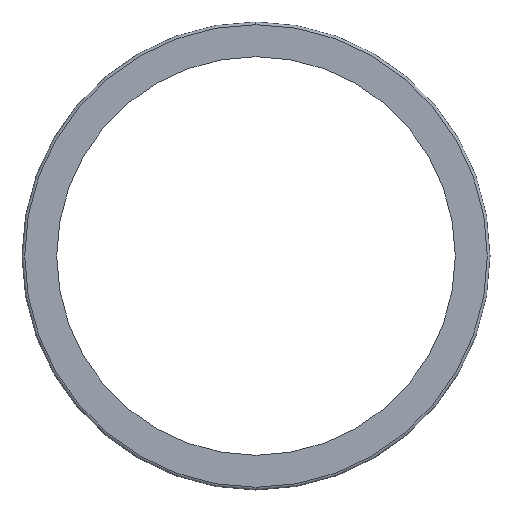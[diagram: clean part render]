
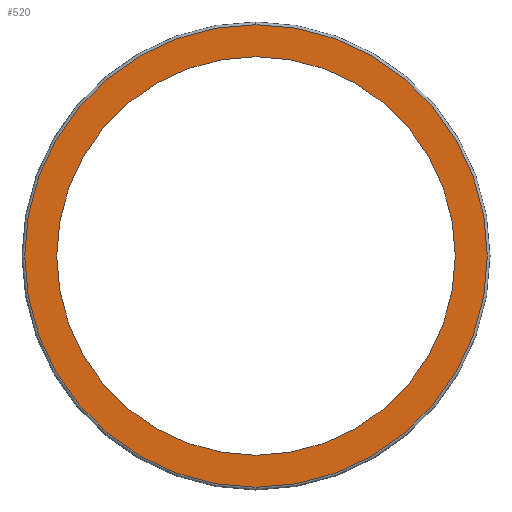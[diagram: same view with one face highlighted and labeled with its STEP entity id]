
A CAD part, left-side view. The second image highlights one B-rep face of the part: STEP entity #520.
In plain terms, the highlighted planar face has unit normal (-1, 0, 0).
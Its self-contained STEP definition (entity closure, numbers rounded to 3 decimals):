
#10 = EDGE_LOOP ( 'NONE', ( #470, #130 ) ) ;
#31 = ORIENTED_EDGE ( 'NONE', *, *, #178, .T. ) ;
#66 = EDGE_CURVE ( 'NONE', #110, #126, #315, .T. ) ;
#76 = VERTEX_POINT ( 'NONE', #372 ) ;
#86 = EDGE_CURVE ( 'NONE', #555, #76, #409, .T. ) ;
#99 = EDGE_CURVE ( 'NONE', #76, #555, #461, .T. ) ;
#110 = VERTEX_POINT ( 'NONE', #153 ) ;
#114 = ORIENTED_EDGE ( 'NONE', *, *, #66, .T. ) ;
#126 = VERTEX_POINT ( 'NONE', #270 ) ;
#130 = ORIENTED_EDGE ( 'NONE', *, *, #99, .F. ) ;
#153 = CARTESIAN_POINT ( 'NONE',  ( 0., 0., -42.65 ) ) ;
#178 = EDGE_CURVE ( 'NONE', #126, #110, #426, .T. ) ;
#270 = CARTESIAN_POINT ( 'NONE',  ( 0., 0., 42.65 ) ) ;
#277 = FACE_OUTER_BOUND ( 'NONE', #284, .T. ) ;
#278 = FACE_BOUND ( 'NONE', #10, .T. ) ;
#279 = PLANE ( 'NONE',  #280 ) ;
#280 = AXIS2_PLACEMENT_3D ( 'NONE', #281, #282, #285 ) ;
#281 = CARTESIAN_POINT ( 'NONE',  ( 0., 41.5, 0. ) ) ;
#282 = DIRECTION ( 'NONE',  ( 1., 0., 0. ) ) ;
#284 = EDGE_LOOP ( 'NONE', ( #114, #31 ) ) ;
#285 = DIRECTION ( 'NONE',  ( 0., 0., -1. ) ) ;
#314 = CARTESIAN_POINT ( 'NONE',  ( 0., 0., 36.75 ) ) ;
#315 = CIRCLE ( 'NONE', #316, 42.65 ) ;
#316 = AXIS2_PLACEMENT_3D ( 'NONE', #317, #319, #320 ) ;
#317 = CARTESIAN_POINT ( 'NONE',  ( 0., 0., 0. ) ) ;
#319 = DIRECTION ( 'NONE',  ( -1., 0., 0. ) ) ;
#320 = DIRECTION ( 'NONE',  ( 0., 0., -1. ) ) ;
#372 = CARTESIAN_POINT ( 'NONE',  ( 0., 0., -36.75 ) ) ;
#409 = CIRCLE ( 'NONE', #410, 36.75 ) ;
#410 = AXIS2_PLACEMENT_3D ( 'NONE', #411, #412, #413 ) ;
#411 = CARTESIAN_POINT ( 'NONE',  ( 0., 0., 0. ) ) ;
#412 = DIRECTION ( 'NONE',  ( -1., 0., 0. ) ) ;
#413 = DIRECTION ( 'NONE',  ( 0., 0., 1. ) ) ;
#426 = CIRCLE ( 'NONE', #427, 42.65 ) ;
#427 = AXIS2_PLACEMENT_3D ( 'NONE', #428, #429, #430 ) ;
#428 = CARTESIAN_POINT ( 'NONE',  ( 0., 0., 0. ) ) ;
#429 = DIRECTION ( 'NONE',  ( -1., 0., 0. ) ) ;
#430 = DIRECTION ( 'NONE',  ( 0., 0., -1. ) ) ;
#461 = CIRCLE ( 'NONE', #462, 36.75 ) ;
#462 = AXIS2_PLACEMENT_3D ( 'NONE', #463, #464, #465 ) ;
#463 = CARTESIAN_POINT ( 'NONE',  ( 0., 0., 0. ) ) ;
#464 = DIRECTION ( 'NONE',  ( -1., 0., 0. ) ) ;
#465 = DIRECTION ( 'NONE',  ( 0., 0., 1. ) ) ;
#470 = ORIENTED_EDGE ( 'NONE', *, *, #86, .F. ) ;
#520 = ADVANCED_FACE ( 'NONE', ( #277, #278 ), #279, .F. ) ;
#555 = VERTEX_POINT ( 'NONE', #314 ) ;
